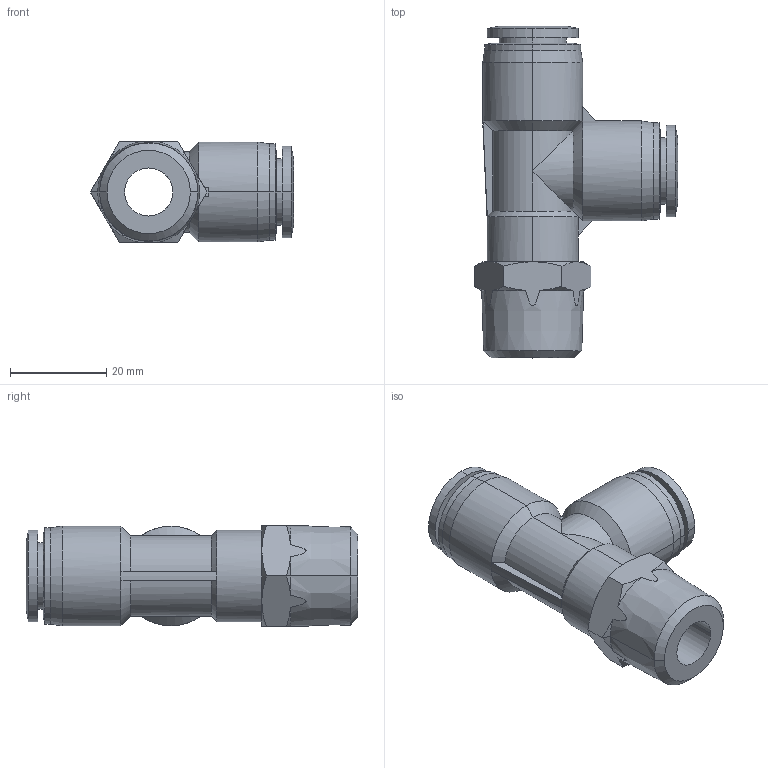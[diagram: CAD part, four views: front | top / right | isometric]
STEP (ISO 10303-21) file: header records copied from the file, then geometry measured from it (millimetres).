
FILE_DESCRIPTION (( 'STEP AP214' ), '1' );
FILE_NAME ('MRT12M-12R.step', '2016-02-24T20:43:39', ( '' ), ( '' ), 'SwSTEP 2.0', 'SolidWorks 2015', '' );
FILE_SCHEMA (( 'AUTOMOTIVE_DESIGN' ));
Length unit declared in the file: inch
Products named in the file (1): MRT12M-12R
Bounding box: 42.27 x 69.05 x 21 mm (x, y, z)
Volume: 18243.2 mm3; surface area: 10073.5 mm2
Topology: 1 solids, 1 shells, 99 faces, 239 edges, 148 vertices
Faces by surface type: cone 38, cylinder 32, plane 24, torus 4, bspline 1
Entity records: 4420 total; most frequent: CARTESIAN_POINT 822, DIRECTION 481, ORIENTED_EDGE 478, EDGE_CURVE 239, AXIS2_PLACEMENT_3D 201, VERTEX_POINT 148, EDGE_LOOP 109, LENGTH_MEASURE_WITH_UNIT 102
